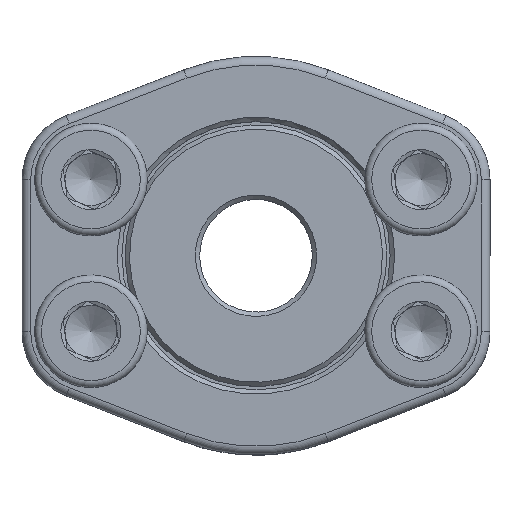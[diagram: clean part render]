
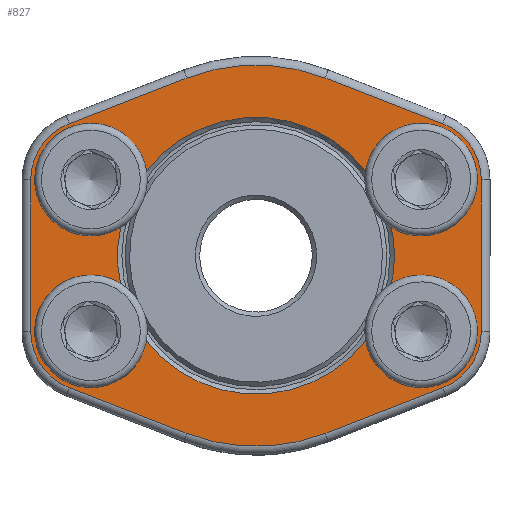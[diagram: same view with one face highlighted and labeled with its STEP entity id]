
A CAD part, top view. The second image highlights one B-rep face of the part: STEP entity #827.
In plain terms, the highlighted face is planar.
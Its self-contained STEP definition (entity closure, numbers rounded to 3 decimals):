
#428=LINE('',#3931,#488);
#429=LINE('',#3936,#489);
#430=LINE('',#3940,#490);
#431=LINE('',#3944,#491);
#432=LINE('',#3948,#492);
#433=LINE('',#3952,#493);
#488=VECTOR('',#3055,1.);
#489=VECTOR('',#3058,1.);
#490=VECTOR('',#3061,1.);
#491=VECTOR('',#3064,1.);
#492=VECTOR('',#3067,1.);
#493=VECTOR('',#3070,1.);
#691=FACE_BOUND('',#1129,.T.);
#692=FACE_BOUND('',#1130,.T.);
#827=ADVANCED_FACE('',(#691,#692),#943,.T.);
#943=PLANE('',#2574);
#1129=EDGE_LOOP('',(#1508,#1509,#1510,#1511,#1512,#1513,#1514,#1515,#1516,
#1517,#1518,#1519));
#1130=EDGE_LOOP('',(#1520,#1521,#1522,#1523,#1524,#1525,#1526,#1527));
#1508=ORIENTED_EDGE('',*,*,#2147,.T.);
#1509=ORIENTED_EDGE('',*,*,#2148,.T.);
#1510=ORIENTED_EDGE('',*,*,#2149,.T.);
#1511=ORIENTED_EDGE('',*,*,#2150,.T.);
#1512=ORIENTED_EDGE('',*,*,#2151,.T.);
#1513=ORIENTED_EDGE('',*,*,#2152,.T.);
#1514=ORIENTED_EDGE('',*,*,#2153,.T.);
#1515=ORIENTED_EDGE('',*,*,#2154,.T.);
#1516=ORIENTED_EDGE('',*,*,#2155,.T.);
#1517=ORIENTED_EDGE('',*,*,#2156,.T.);
#1518=ORIENTED_EDGE('',*,*,#2157,.T.);
#1519=ORIENTED_EDGE('',*,*,#2158,.T.);
#1520=ORIENTED_EDGE('',*,*,#2159,.T.);
#1521=ORIENTED_EDGE('',*,*,#2160,.T.);
#1522=ORIENTED_EDGE('',*,*,#2161,.T.);
#1523=ORIENTED_EDGE('',*,*,#2162,.T.);
#1524=ORIENTED_EDGE('',*,*,#2163,.T.);
#1525=ORIENTED_EDGE('',*,*,#2164,.T.);
#1526=ORIENTED_EDGE('',*,*,#2165,.T.);
#1527=ORIENTED_EDGE('',*,*,#2166,.T.);
#1924=VERTEX_POINT('',#3932);
#1925=VERTEX_POINT('',#3933);
#1926=VERTEX_POINT('',#3935);
#1927=VERTEX_POINT('',#3937);
#1928=VERTEX_POINT('',#3939);
#1929=VERTEX_POINT('',#3941);
#1930=VERTEX_POINT('',#3943);
#1931=VERTEX_POINT('',#3945);
#1932=VERTEX_POINT('',#3947);
#1933=VERTEX_POINT('',#3949);
#1934=VERTEX_POINT('',#3951);
#1935=VERTEX_POINT('',#3953);
#1936=VERTEX_POINT('',#3956);
#1937=VERTEX_POINT('',#3957);
#1938=VERTEX_POINT('',#3959);
#1939=VERTEX_POINT('',#3961);
#1940=VERTEX_POINT('',#3963);
#1941=VERTEX_POINT('',#3965);
#1942=VERTEX_POINT('',#3967);
#1943=VERTEX_POINT('',#3969);
#2147=EDGE_CURVE('',#1924,#1925,#428,.T.);
#2148=EDGE_CURVE('',#1925,#1926,#2334,.T.);
#2149=EDGE_CURVE('',#1926,#1927,#429,.T.);
#2150=EDGE_CURVE('',#1927,#1928,#2335,.T.);
#2151=EDGE_CURVE('',#1928,#1929,#430,.T.);
#2152=EDGE_CURVE('',#1929,#1930,#2336,.T.);
#2153=EDGE_CURVE('',#1930,#1931,#431,.T.);
#2154=EDGE_CURVE('',#1931,#1932,#2337,.T.);
#2155=EDGE_CURVE('',#1932,#1933,#432,.T.);
#2156=EDGE_CURVE('',#1933,#1934,#2338,.T.);
#2157=EDGE_CURVE('',#1934,#1935,#433,.T.);
#2158=EDGE_CURVE('',#1935,#1924,#2339,.T.);
#2159=EDGE_CURVE('',#1936,#1937,#2340,.T.);
#2160=EDGE_CURVE('',#1937,#1938,#2341,.T.);
#2161=EDGE_CURVE('',#1938,#1939,#2342,.T.);
#2162=EDGE_CURVE('',#1939,#1940,#2343,.T.);
#2163=EDGE_CURVE('',#1940,#1941,#2344,.T.);
#2164=EDGE_CURVE('',#1941,#1942,#2345,.T.);
#2165=EDGE_CURVE('',#1942,#1943,#2346,.T.);
#2166=EDGE_CURVE('',#1943,#1936,#2347,.T.);
#2334=CIRCLE('',#2560,6.95);
#2335=CIRCLE('',#2561,6.95);
#2336=CIRCLE('',#2562,22.);
#2337=CIRCLE('',#2563,6.95);
#2338=CIRCLE('',#2564,6.95);
#2339=CIRCLE('',#2565,22.);
#2340=CIRCLE('',#2566,5.1);
#2341=CIRCLE('',#2567,15.975);
#2342=CIRCLE('',#2568,5.1);
#2343=CIRCLE('',#2569,15.975);
#2344=CIRCLE('',#2570,5.1);
#2345=CIRCLE('',#2571,15.975);
#2346=CIRCLE('',#2572,5.1);
#2347=CIRCLE('',#2573,15.975);
#2560=AXIS2_PLACEMENT_3D('',#3934,#3056,#3057);
#2561=AXIS2_PLACEMENT_3D('',#3938,#3059,#3060);
#2562=AXIS2_PLACEMENT_3D('',#3942,#3062,#3063);
#2563=AXIS2_PLACEMENT_3D('',#3946,#3065,#3066);
#2564=AXIS2_PLACEMENT_3D('',#3950,#3068,#3069);
#2565=AXIS2_PLACEMENT_3D('',#3954,#3071,#3072);
#2566=AXIS2_PLACEMENT_3D('',#3955,#3073,#3074);
#2567=AXIS2_PLACEMENT_3D('',#3958,#3075,#3076);
#2568=AXIS2_PLACEMENT_3D('',#3960,#3077,#3078);
#2569=AXIS2_PLACEMENT_3D('',#3962,#3079,#3080);
#2570=AXIS2_PLACEMENT_3D('',#3964,#3081,#3082);
#2571=AXIS2_PLACEMENT_3D('',#3966,#3083,#3084);
#2572=AXIS2_PLACEMENT_3D('',#3968,#3085,#3086);
#2573=AXIS2_PLACEMENT_3D('',#3970,#3087,#3088);
#2574=AXIS2_PLACEMENT_3D('',#3971,#3089,#3090);
#3055=DIRECTION('',(-0.932,0.362,0.));
#3056=DIRECTION('',(0.,0.,-1.));
#3057=DIRECTION('',(-1.,0.,0.));
#3058=DIRECTION('',(0.,1.,0.));
#3059=DIRECTION('',(0.,0.,-1.));
#3060=DIRECTION('',(-1.,0.,0.));
#3061=DIRECTION('',(0.932,0.362,0.));
#3062=DIRECTION('',(0.,0.,-1.));
#3063=DIRECTION('',(-1.,0.,0.));
#3064=DIRECTION('',(0.932,-0.362,0.));
#3065=DIRECTION('',(0.,0.,-1.));
#3066=DIRECTION('',(-1.,0.,0.));
#3067=DIRECTION('',(0.,-1.,0.));
#3068=DIRECTION('',(0.,0.,-1.));
#3069=DIRECTION('',(-1.,0.,0.));
#3070=DIRECTION('',(-0.932,-0.362,0.));
#3071=DIRECTION('',(0.,0.,-1.));
#3072=DIRECTION('',(-1.,0.,0.));
#3073=DIRECTION('',(0.,0.,1.));
#3074=DIRECTION('',(-1.,0.,0.));
#3075=DIRECTION('',(0.,0.,1.));
#3076=DIRECTION('',(-1.,0.,0.));
#3077=DIRECTION('',(0.,0.,1.));
#3078=DIRECTION('',(-1.,0.,0.));
#3079=DIRECTION('',(0.,0.,1.));
#3080=DIRECTION('',(-1.,0.,0.));
#3081=DIRECTION('',(0.,0.,1.));
#3082=DIRECTION('',(-1.,0.,0.));
#3083=DIRECTION('',(0.,0.,1.));
#3084=DIRECTION('',(-1.,0.,0.));
#3085=DIRECTION('',(0.,0.,1.));
#3086=DIRECTION('',(-1.,0.,0.));
#3087=DIRECTION('',(0.,0.,1.));
#3088=DIRECTION('',(-1.,0.,0.));
#3089=DIRECTION('',(0.,0.,-1.));
#3090=DIRECTION('',(-1.,0.,0.));
#3931=CARTESIAN_POINT('',(11.547,-28.081,0.));
#3932=CARTESIAN_POINT('',(-7.96,-20.509,0.));
#3933=CARTESIAN_POINT('',(-21.565,-15.229,0.));
#3934=CARTESIAN_POINT('',(-19.05,-8.75,0.));
#3935=CARTESIAN_POINT('',(-26.,-8.75,0.));
#3936=CARTESIAN_POINT('',(-26.,-8.75,0.));
#3937=CARTESIAN_POINT('',(-26.,8.75,0.));
#3938=CARTESIAN_POINT('',(-19.05,8.75,0.));
#3939=CARTESIAN_POINT('',(-21.565,15.229,0.));
#3940=CARTESIAN_POINT('',(5.644,25.79,0.));
#3941=CARTESIAN_POINT('',(-7.96,20.509,0.));
#3942=CARTESIAN_POINT('',(0.,0.,0.));
#3943=CARTESIAN_POINT('',(7.96,20.509,0.));
#3944=CARTESIAN_POINT('',(27.468,12.938,0.));
#3945=CARTESIAN_POINT('',(21.565,15.229,0.));
#3946=CARTESIAN_POINT('',(19.05,8.75,0.));
#3947=CARTESIAN_POINT('',(26.,8.75,0.));
#3948=CARTESIAN_POINT('',(26.,-8.75,0.));
#3949=CARTESIAN_POINT('',(26.,-8.75,0.));
#3950=CARTESIAN_POINT('',(19.05,-8.75,0.));
#3951=CARTESIAN_POINT('',(21.565,-15.229,0.));
#3952=CARTESIAN_POINT('',(21.565,-15.229,0.));
#3953=CARTESIAN_POINT('',(7.96,-20.509,0.));
#3954=CARTESIAN_POINT('',(0.,0.,0.));
#3955=CARTESIAN_POINT('',(19.05,8.75,0.));
#3956=CARTESIAN_POINT('',(14.879,5.815,0.));
#3957=CARTESIAN_POINT('',(14.106,7.498,0.));
#3958=CARTESIAN_POINT('',(0.,0.,0.));
#3959=CARTESIAN_POINT('',(-14.106,7.498,0.));
#3960=CARTESIAN_POINT('',(-19.05,8.75,0.));
#3961=CARTESIAN_POINT('',(-14.879,5.815,0.));
#3962=CARTESIAN_POINT('',(0.,0.,0.));
#3963=CARTESIAN_POINT('',(-14.879,-5.815,0.));
#3964=CARTESIAN_POINT('',(-19.05,-8.75,0.));
#3965=CARTESIAN_POINT('',(-14.106,-7.498,0.));
#3966=CARTESIAN_POINT('',(0.,0.,0.));
#3967=CARTESIAN_POINT('',(14.106,-7.498,0.));
#3968=CARTESIAN_POINT('',(19.05,-8.75,0.));
#3969=CARTESIAN_POINT('',(14.879,-5.815,0.));
#3970=CARTESIAN_POINT('',(0.,0.,0.));
#3971=CARTESIAN_POINT('',(19.05,-8.75,0.));
